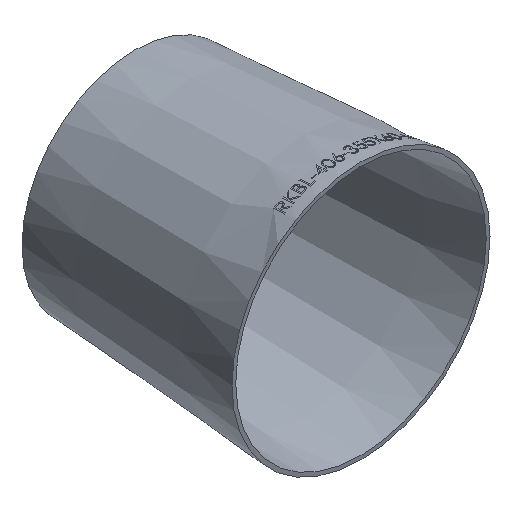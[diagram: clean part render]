
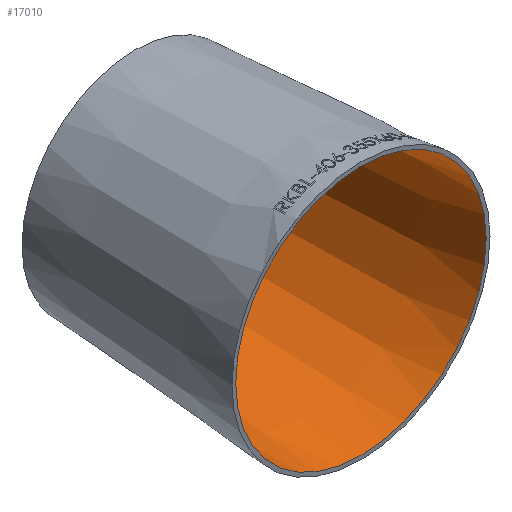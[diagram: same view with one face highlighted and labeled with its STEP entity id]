
A CAD part, isometric view. The second image highlights one B-rep face of the part: STEP entity #17010.
In plain terms, the highlighted conical face has half-angle 4.081 degrees and reference radius 197.185 mm.
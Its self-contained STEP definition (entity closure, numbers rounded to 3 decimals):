
#7095 = CONICAL_SURFACE ( 'NONE', #29777, 197.185, 0.071 ) ;
#7119 = CIRCLE ( 'NONE', #14876, 171.785 ) ;
#8801 = DIRECTION ( 'NONE',  ( 0., -1., 0. ) ) ;
#9485 = DIRECTION ( 'NONE',  ( 0., 0., -1. ) ) ;
#12517 = FACE_OUTER_BOUND ( 'NONE', #26296, .T. ) ;
#14732 = DIRECTION ( 'NONE',  ( 0., -1., 0. ) ) ;
#14876 = AXIS2_PLACEMENT_3D ( 'NONE', #27879, #8801, #18546 ) ;
#15129 = CARTESIAN_POINT ( 'NONE',  ( 0., 0., 0. ) ) ;
#16178 = CIRCLE ( 'NONE', #21394, 197.185 ) ;
#17010 = ADVANCED_FACE ( 'NONE', ( #18211, #12517 ), #7095, .F. ) ;
#17166 = CARTESIAN_POINT ( 'NONE',  ( 0., 356., -171.785 ) ) ;
#17847 = ORIENTED_EDGE ( 'NONE', *, *, #27166, .T. ) ;
#18211 = FACE_BOUND ( 'NONE', #36945, .T. ) ;
#18546 = DIRECTION ( 'NONE',  ( 0., 0., -1. ) ) ;
#19952 = EDGE_CURVE ( 'NONE', #23473, #23473, #7119, .T. ) ;
#21394 = AXIS2_PLACEMENT_3D ( 'NONE', #15129, #14732, #27108 ) ;
#21482 = DIRECTION ( 'NONE',  ( 0., -1., 0. ) ) ;
#23473 = VERTEX_POINT ( 'NONE', #17166 ) ;
#26296 = EDGE_LOOP ( 'NONE', ( #17847 ) ) ;
#27108 = DIRECTION ( 'NONE',  ( 0., 0., -1. ) ) ;
#27166 = EDGE_CURVE ( 'NONE', #29549, #29549, #16178, .T. ) ;
#27879 = CARTESIAN_POINT ( 'NONE',  ( 0., 356., 0. ) ) ;
#29549 = VERTEX_POINT ( 'NONE', #35847 ) ;
#29777 = AXIS2_PLACEMENT_3D ( 'NONE', #39724, #21482, #9485 ) ;
#35847 = CARTESIAN_POINT ( 'NONE',  ( 0., 0., -197.185 ) ) ;
#36945 = EDGE_LOOP ( 'NONE', ( #36990 ) ) ;
#36990 = ORIENTED_EDGE ( 'NONE', *, *, #19952, .F. ) ;
#39724 = CARTESIAN_POINT ( 'NONE',  ( 0., 0., 0. ) ) ;
